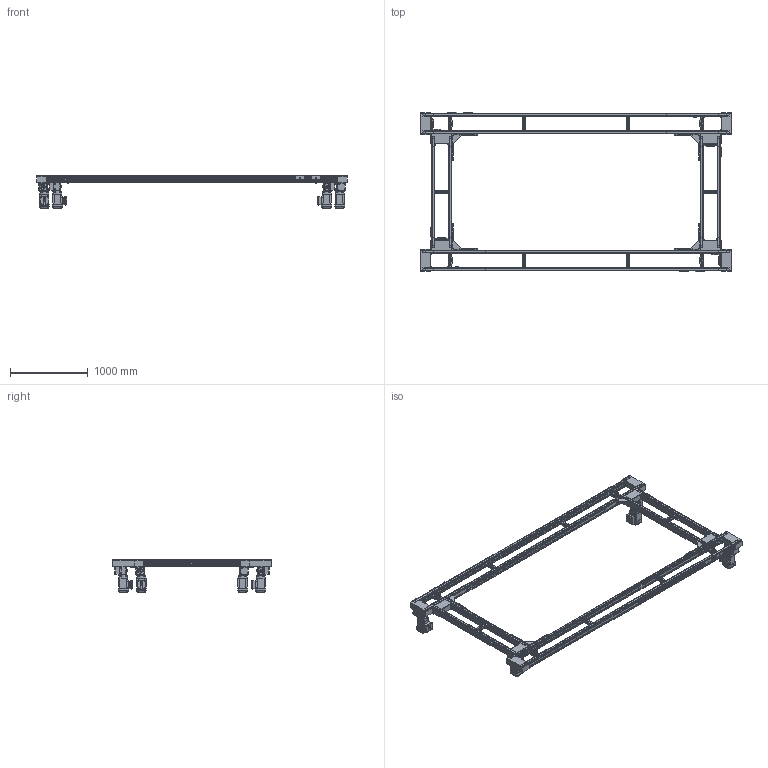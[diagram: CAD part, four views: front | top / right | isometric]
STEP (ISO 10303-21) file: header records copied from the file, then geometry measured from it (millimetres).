
FILE_DESCRIPTION(('STEP AP203'),'1');
FILE_NAME('Boucle 1500x4000 palette 300.stp','2025-07-21T10:12:38',(' '),(' '),'Spatial InterOp 3D',' ',' ');
FILE_SCHEMA(('CONFIG_CONTROL_DESIGN'));
Length unit declared in the file: millimetre
Products named in the file (1): Boucle 1500x4000 palette 300
Bounding box: 4000 x 2056 x 425.7 mm (x, y, z)
Surface area: 12718667.2 mm2 (no closed solid volume)
Topology: 0 solids, 439 shells, 3540 faces, 13801 edges, 10374 vertices
Faces by surface type: plane 2458, cylinder 785, bspline 141, cone 140, sphere 12, torus 4
Full cylindrical faces by diameter (mm): 6 x21, 6.6 x15, 7.5 x24, 8.5 x16, 10 x40, 11 x12, 13 x32, 14.3 x10, 15 x32, 19.7 x13, 20 x4, 28 x4, 30 x4, 44 x4, 117 x4
Entity records: 160905 total; most frequent: CARTESIAN_POINT 48388, DIRECTION 23064, ORIENTED_EDGE 20155, EDGE_CURVE 13498, VERTEX_POINT 10322, LINE 9400, VECTOR 9400, AXIS2_PLACEMENT_3D 6832
